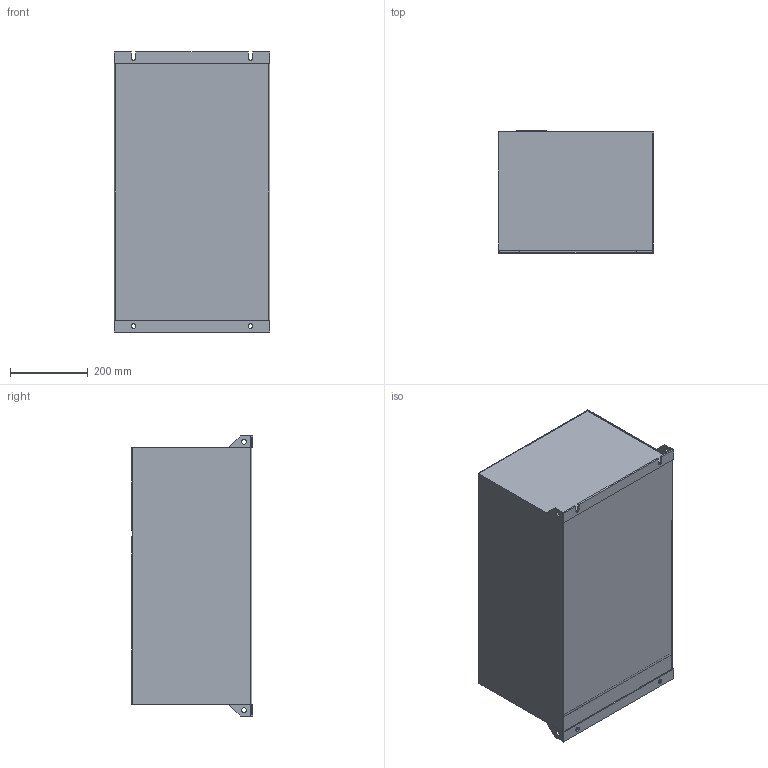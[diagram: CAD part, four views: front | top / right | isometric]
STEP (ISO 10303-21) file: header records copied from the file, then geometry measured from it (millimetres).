
FILE_DESCRIPTION (( 'STEP AP203' ), '1' );
FILE_NAME ('K740 690Â 14 òèïîðàçìåð.STEP', '2023-08-02T10:11:34', ( '' ), ( '' ), 'SwSTEP 2.0', 'SolidWorks 2022', '' );
FILE_SCHEMA (( 'CONFIG_CONTROL_DESIGN' ));
Length unit declared in the file: millimetre
Products named in the file (1): K740 690В 14 типоразмер
Bounding box: 400 x 313.5 x 720 mm (x, y, z)
Volume: 80775727.9 mm3; surface area: 2692530.6 mm2
Topology: 1 solids, 7 shells, 561 faces, 1527 edges, 979 vertices
Faces by surface type: plane 378, cylinder 169, bspline 8, sphere 4, torus 2
Entity records: 18167 total; most frequent: CARTESIAN_POINT 3547, ORIENTED_EDGE 3042, DIRECTION 2970, EDGE_CURVE 1521, VECTOR 1152, LINE 1152, VERTEX_POINT 979, AXIS2_PLACEMENT_3D 909
